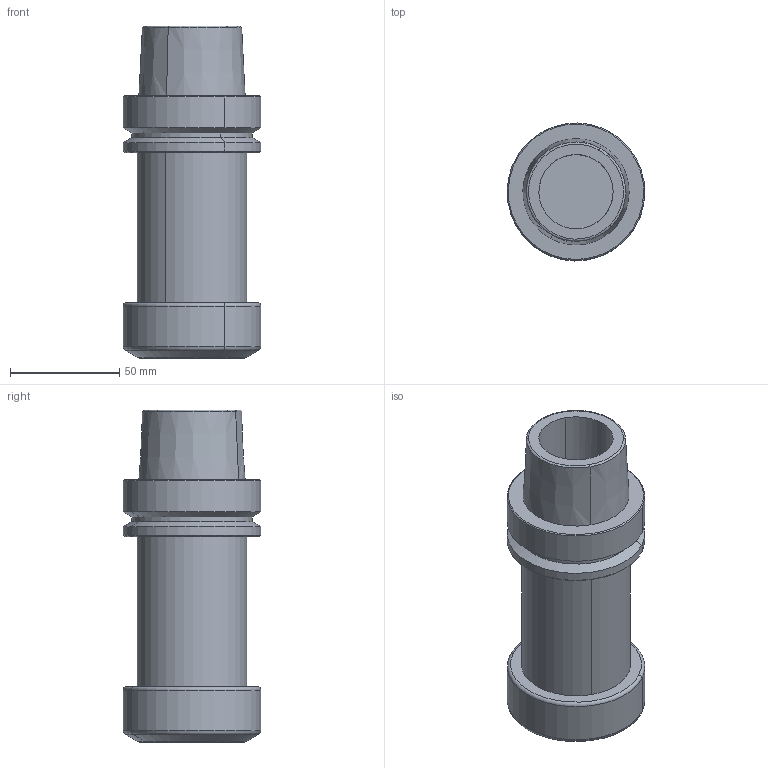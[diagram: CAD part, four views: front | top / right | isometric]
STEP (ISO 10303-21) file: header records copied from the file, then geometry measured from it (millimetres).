
FILE_DESCRIPTION(('CATIA V5 STEP','CAx-IF Rec.Pracs.--- Model Styling and Organization---1.2---2011-12-15'),'2;1');
FILE_NAME('4561012-L-M.stp','2017-10-22T11:47:33+00:00',('none'),('none'),'CATIA Version 5 Release 21 SP 5 (IN-10)','CATIA V5 STEP AP214','none');
FILE_SCHEMA(('AUTOMOTIVE_DESIGN { 1 0 10303 214 1 1 1 1 }'));
Length unit declared in the file: millimetre
Products named in the file (1): HSK A63 ER40X120
Bounding box: 62.98 x 62.98 x 152 mm (x, y, z)
Volume: 249251.4 mm3; surface area: 44468.6 mm2
Topology: 1 solids, 1 shells, 55 faces, 119 edges, 70 vertices
Faces by surface type: revolution 18, cylinder 14, cone 10, plane 7, torus 6
Entity records: 1512 total; most frequent: CARTESIAN_POINT 407, ORIENTED_EDGE 234, DIRECTION 163, EDGE_CURVE 117, AXIS2_PLACEMENT_3D 96, CIRCLE 70, VERTEX_POINT 70, EDGE_LOOP 61
